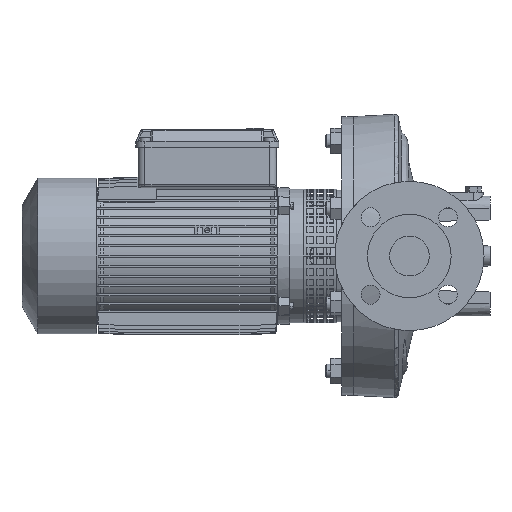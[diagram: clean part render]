
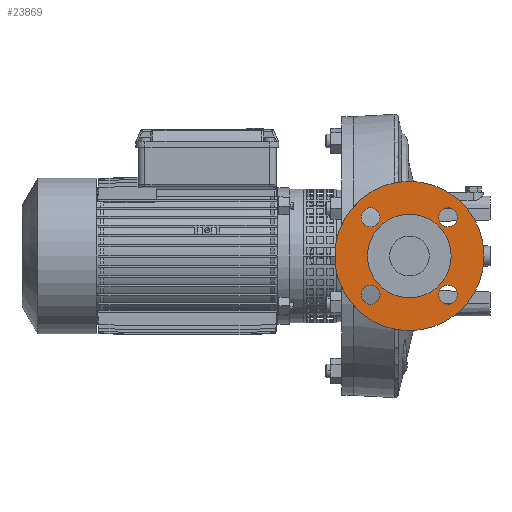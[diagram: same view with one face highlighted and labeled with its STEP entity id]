
A CAD part, left-side view. The second image highlights one B-rep face of the part: STEP entity #23869.
In plain terms, the highlighted planar face has unit normal (-1, 0, 0).
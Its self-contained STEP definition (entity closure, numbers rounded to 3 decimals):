
#44 = VERTEX_POINT ( 'NONE', #39508 ) ;
#402 = DIRECTION ( 'NONE',  ( 0., 0., 1. ) ) ;
#676 = CARTESIAN_POINT ( 'NONE',  ( -217., -9.891, 48.391 ) ) ;
#1067 = VERTEX_POINT ( 'NONE', #65300 ) ;
#1951 = EDGE_CURVE ( 'NONE', #53460, #11181, #4747, .T. ) ;
#1993 = CARTESIAN_POINT ( 'NONE',  ( -217., 29., 75. ) ) ;
#2210 = DIRECTION ( 'NONE',  ( 1., 0., 0. ) ) ;
#2438 = DIRECTION ( 'NONE',  ( -1., 0., 0. ) ) ;
#2837 = DIRECTION ( 'NONE',  ( 0., 0., -1. ) ) ;
#2848 = CIRCLE ( 'NONE', #41108, 9.5 ) ;
#3526 = ORIENTED_EDGE ( 'NONE', *, *, #1951, .F. ) ;
#3732 = AXIS2_PLACEMENT_3D ( 'NONE', #38525, #26930, #42316 ) ;
#3785 = CIRCLE ( 'NONE', #10319, 9.5 ) ;
#4589 = AXIS2_PLACEMENT_3D ( 'NONE', #17716, #34119, #44747 ) ;
#4747 = CIRCLE ( 'NONE', #48434, 9.5 ) ;
#4765 = FACE_BOUND ( 'NONE', #56830, .T. ) ;
#5043 = EDGE_CURVE ( 'NONE', #38571, #1067, #2848, .T. ) ;
#5441 = DIRECTION ( 'NONE',  ( 0., 0., -1. ) ) ;
#6020 = VERTEX_POINT ( 'NONE', #13425 ) ;
#6894 = CARTESIAN_POINT ( 'NONE',  ( -217., 67.891, -38.891 ) ) ;
#7247 = EDGE_LOOP ( 'NONE', ( #3526, #51088 ) ) ;
#7407 = ORIENTED_EDGE ( 'NONE', *, *, #27019, .F. ) ;
#7757 = DIRECTION ( 'NONE',  ( 0., -1., 0. ) ) ;
#7842 = VERTEX_POINT ( 'NONE', #35946 ) ;
#8308 = DIRECTION ( 'NONE',  ( -1., 0., 0. ) ) ;
#9473 = CARTESIAN_POINT ( 'NONE',  ( -217., 67.891, 48.391 ) ) ;
#10319 = AXIS2_PLACEMENT_3D ( 'NONE', #24773, #51783, #10344 ) ;
#10344 = DIRECTION ( 'NONE',  ( 0., 0., 1. ) ) ;
#10582 = VERTEX_POINT ( 'NONE', #11559 ) ;
#11181 = VERTEX_POINT ( 'NONE', #55281 ) ;
#11559 = CARTESIAN_POINT ( 'NONE',  ( -217., -9.891, 29.391 ) ) ;
#12647 = EDGE_CURVE ( 'NONE', #49236, #44, #20424, .T. ) ;
#12755 = AXIS2_PLACEMENT_3D ( 'NONE', #58713, #2210, #38464 ) ;
#13425 = CARTESIAN_POINT ( 'NONE',  ( -217., 102.9, 12.798 ) ) ;
#13482 = EDGE_CURVE ( 'NONE', #56619, #49236, #39065, .T. ) ;
#15041 = EDGE_CURVE ( 'NONE', #18592, #10582, #53439, .T. ) ;
#15445 = CARTESIAN_POINT ( 'NONE',  ( -217., -9.891, -38.891 ) ) ;
#15498 = DIRECTION ( 'NONE',  ( 0., 0., -1. ) ) ;
#16506 = CARTESIAN_POINT ( 'NONE',  ( -217., 67.891, -29.391 ) ) ;
#16760 = ORIENTED_EDGE ( 'NONE', *, *, #66456, .F. ) ;
#17380 = CARTESIAN_POINT ( 'NONE',  ( -217., -9.891, 38.891 ) ) ;
#17500 = DIRECTION ( 'NONE',  ( 0., 1., 0. ) ) ;
#17716 = CARTESIAN_POINT ( 'NONE',  ( -217., -9.891, 38.891 ) ) ;
#17793 = CARTESIAN_POINT ( 'NONE',  ( -217., 29., -75. ) ) ;
#17915 = AXIS2_PLACEMENT_3D ( 'NONE', #21607, #42456, #402 ) ;
#18592 = VERTEX_POINT ( 'NONE', #676 ) ;
#18593 = CARTESIAN_POINT ( 'NONE',  ( -217., 67.891, -38.891 ) ) ;
#19035 = CIRCLE ( 'NONE', #3732, 42. ) ;
#19299 = VERTEX_POINT ( 'NONE', #9473 ) ;
#19989 = CARTESIAN_POINT ( 'NONE',  ( -217., 29., 0. ) ) ;
#20124 = ORIENTED_EDGE ( 'NONE', *, *, #55061, .T. ) ;
#20424 = CIRCLE ( 'NONE', #28063, 75. ) ;
#20676 = DIRECTION ( 'NONE',  ( 1., 0., 0. ) ) ;
#21087 = ORIENTED_EDGE ( 'NONE', *, *, #5043, .F. ) ;
#21530 = FACE_OUTER_BOUND ( 'NONE', #38688, .T. ) ;
#21607 = CARTESIAN_POINT ( 'NONE',  ( -217., 67.891, 38.891 ) ) ;
#23869 = ADVANCED_FACE ( 'NONE', ( #62608, #51665, #42708, #4765, #63285, #21530 ), #52662, .T. ) ;
#24332 = EDGE_CURVE ( 'NONE', #6020, #56619, #53977, .T. ) ;
#24773 = CARTESIAN_POINT ( 'NONE',  ( -217., 67.891, 38.891 ) ) ;
#26930 = DIRECTION ( 'NONE',  ( 1., 0., 0. ) ) ;
#27019 = EDGE_CURVE ( 'NONE', #19299, #7842, #33200, .T. ) ;
#28063 = AXIS2_PLACEMENT_3D ( 'NONE', #60888, #40663, #61225 ) ;
#30403 = AXIS2_PLACEMENT_3D ( 'NONE', #55681, #61831, #37736 ) ;
#31855 = ORIENTED_EDGE ( 'NONE', *, *, #13482, .F. ) ;
#32666 = AXIS2_PLACEMENT_3D ( 'NONE', #17380, #44055, #7757 ) ;
#33200 = CIRCLE ( 'NONE', #17915, 9.5 ) ;
#34119 = DIRECTION ( 'NONE',  ( -1., 0., 0. ) ) ;
#35946 = CARTESIAN_POINT ( 'NONE',  ( -217., 67.891, 29.391 ) ) ;
#37736 = DIRECTION ( 'NONE',  ( 0., 0., -1. ) ) ;
#37972 = ORIENTED_EDGE ( 'NONE', *, *, #15041, .F. ) ;
#38464 = DIRECTION ( 'NONE',  ( 0., 0., -1. ) ) ;
#38525 = CARTESIAN_POINT ( 'NONE',  ( -217., 29., 0. ) ) ;
#38571 = VERTEX_POINT ( 'NONE', #44675 ) ;
#38688 = EDGE_LOOP ( 'NONE', ( #20124, #63610, #31855, #52686 ) ) ;
#39065 = CIRCLE ( 'NONE', #50024, 75. ) ;
#39413 = ORIENTED_EDGE ( 'NONE', *, *, #51597, .F. ) ;
#39508 = CARTESIAN_POINT ( 'NONE',  ( -217., 102.9, -12.798 ) ) ;
#40013 = CARTESIAN_POINT ( 'NONE',  ( -217., 102.9, 12.798 ) ) ;
#40183 = EDGE_CURVE ( 'NONE', #11181, #53460, #50418, .T. ) ;
#40663 = DIRECTION ( 'NONE',  ( 1., 0., 0. ) ) ;
#40754 = EDGE_LOOP ( 'NONE', ( #37972, #59037 ) ) ;
#40884 = AXIS2_PLACEMENT_3D ( 'NONE', #59667, #49723, #2837 ) ;
#41108 = AXIS2_PLACEMENT_3D ( 'NONE', #15445, #41144, #62037 ) ;
#41144 = DIRECTION ( 'NONE',  ( -1., 0., 0. ) ) ;
#42316 = DIRECTION ( 'NONE',  ( 0., 0., -1. ) ) ;
#42456 = DIRECTION ( 'NONE',  ( -1., 0., 0. ) ) ;
#42708 = FACE_BOUND ( 'NONE', #7247, .T. ) ;
#42825 = CIRCLE ( 'NONE', #4589, 9.5 ) ;
#43789 = DIRECTION ( 'NONE',  ( 0., 0., -1. ) ) ;
#44055 = DIRECTION ( 'NONE',  ( -1., 0., 0. ) ) ;
#44675 = CARTESIAN_POINT ( 'NONE',  ( -217., -9.891, -29.391 ) ) ;
#44747 = DIRECTION ( 'NONE',  ( 0., -1., 0. ) ) ;
#46835 = CIRCLE ( 'NONE', #30403, 9.5 ) ;
#46962 = EDGE_LOOP ( 'NONE', ( #21087, #39413 ) ) ;
#47340 = ORIENTED_EDGE ( 'NONE', *, *, #65879, .T. ) ;
#48434 = AXIS2_PLACEMENT_3D ( 'NONE', #18593, #8308, #64470 ) ;
#49235 = VERTEX_POINT ( 'NONE', #64681 ) ;
#49236 = VERTEX_POINT ( 'NONE', #17793 ) ;
#49723 = DIRECTION ( 'NONE',  ( 1., 0., 0. ) ) ;
#50024 = AXIS2_PLACEMENT_3D ( 'NONE', #19989, #20676, #15498 ) ;
#50278 = EDGE_CURVE ( 'NONE', #49235, #50478, #54306, .T. ) ;
#50418 = CIRCLE ( 'NONE', #56985, 9.5 ) ;
#50478 = VERTEX_POINT ( 'NONE', #58289 ) ;
#51088 = ORIENTED_EDGE ( 'NONE', *, *, #40183, .F. ) ;
#51597 = EDGE_CURVE ( 'NONE', #1067, #38571, #46835, .T. ) ;
#51665 = FACE_BOUND ( 'NONE', #46962, .T. ) ;
#51783 = DIRECTION ( 'NONE',  ( -1., 0., 0. ) ) ;
#52005 = DIRECTION ( 'NONE',  ( -1., 0., 0. ) ) ;
#52662 = PLANE ( 'NONE',  #57235 ) ;
#52686 = ORIENTED_EDGE ( 'NONE', *, *, #24332, .F. ) ;
#53439 = CIRCLE ( 'NONE', #32666, 9.5 ) ;
#53460 = VERTEX_POINT ( 'NONE', #16506 ) ;
#53977 = CIRCLE ( 'NONE', #40884, 75. ) ;
#54306 = CIRCLE ( 'NONE', #12755, 42. ) ;
#55061 = EDGE_CURVE ( 'NONE', #6020, #44, #65357, .T. ) ;
#55281 = CARTESIAN_POINT ( 'NONE',  ( -217., 67.891, -48.391 ) ) ;
#55681 = CARTESIAN_POINT ( 'NONE',  ( -217., -9.891, -38.891 ) ) ;
#56619 = VERTEX_POINT ( 'NONE', #1993 ) ;
#56830 = EDGE_LOOP ( 'NONE', ( #7407, #16760 ) ) ;
#56985 = AXIS2_PLACEMENT_3D ( 'NONE', #6894, #2438, #17500 ) ;
#57235 = AXIS2_PLACEMENT_3D ( 'NONE', #67729, #52005, #5441 ) ;
#58289 = CARTESIAN_POINT ( 'NONE',  ( -217., 29., -42. ) ) ;
#58713 = CARTESIAN_POINT ( 'NONE',  ( -217., 29., 0. ) ) ;
#59037 = ORIENTED_EDGE ( 'NONE', *, *, #66980, .F. ) ;
#59667 = CARTESIAN_POINT ( 'NONE',  ( -217., 29., 0. ) ) ;
#59849 = VECTOR ( 'NONE', #43789, 1000. ) ;
#60888 = CARTESIAN_POINT ( 'NONE',  ( -217., 29., 0. ) ) ;
#61225 = DIRECTION ( 'NONE',  ( 0., 0., -1. ) ) ;
#61831 = DIRECTION ( 'NONE',  ( -1., 0., 0. ) ) ;
#62037 = DIRECTION ( 'NONE',  ( 0., 0., -1. ) ) ;
#62608 = FACE_BOUND ( 'NONE', #40754, .T. ) ;
#63285 = FACE_BOUND ( 'NONE', #66871, .T. ) ;
#63610 = ORIENTED_EDGE ( 'NONE', *, *, #12647, .F. ) ;
#64470 = DIRECTION ( 'NONE',  ( 0., 1., 0. ) ) ;
#64681 = CARTESIAN_POINT ( 'NONE',  ( -217., 29., 42. ) ) ;
#65300 = CARTESIAN_POINT ( 'NONE',  ( -217., -9.891, -48.391 ) ) ;
#65357 = LINE ( 'NONE', #40013, #59849 ) ;
#65637 = ORIENTED_EDGE ( 'NONE', *, *, #50278, .T. ) ;
#65879 = EDGE_CURVE ( 'NONE', #50478, #49235, #19035, .T. ) ;
#66456 = EDGE_CURVE ( 'NONE', #7842, #19299, #3785, .T. ) ;
#66871 = EDGE_LOOP ( 'NONE', ( #47340, #65637 ) ) ;
#66980 = EDGE_CURVE ( 'NONE', #10582, #18592, #42825, .T. ) ;
#67729 = CARTESIAN_POINT ( 'NONE',  ( -217., 29., 0. ) ) ;
